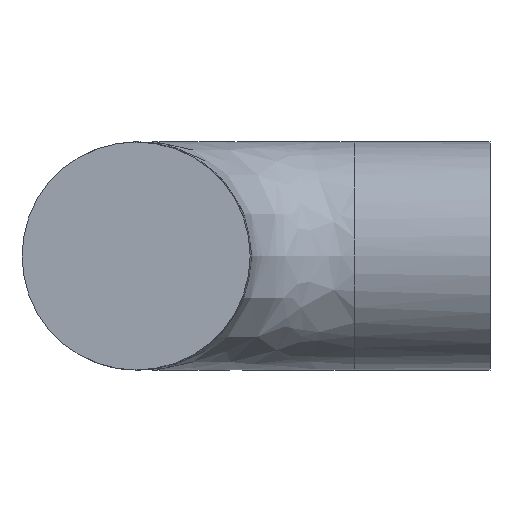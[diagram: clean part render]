
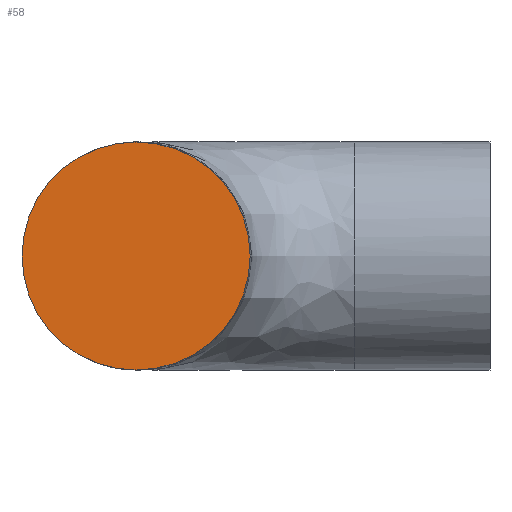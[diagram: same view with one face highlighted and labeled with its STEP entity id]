
A CAD part, front view. The second image highlights one B-rep face of the part: STEP entity #58.
In plain terms, the highlighted planar face has unit normal (-0.006, -1, 0).
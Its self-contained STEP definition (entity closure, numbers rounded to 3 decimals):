
#43=PLANE('',#151);
#46=FACE_OUTER_BOUND('',#85,.T.);
#52=CIRCLE('',#149,21.);
#58=ADVANCED_FACE('',(#46),#43,.T.);
#85=EDGE_LOOP('',(#101));
#101=ORIENTED_EDGE('',*,*,#123,.T.);
#115=VERTEX_POINT('',#849);
#123=EDGE_CURVE('',#115,#115,#52,.T.);
#149=AXIS2_PLACEMENT_3D('',#848,#164,#165);
#151=AXIS2_PLACEMENT_3D('',#851,#168,#169);
#164=DIRECTION('',(-0.006,-1.,0.));
#165=DIRECTION('',(1.,-0.006,0.));
#168=DIRECTION('',(-0.006,-1.,0.));
#169=DIRECTION('',(1.,-0.006,0.));
#848=CARTESIAN_POINT('',(20.845,0.249,0.));
#849=CARTESIAN_POINT('',(41.845,0.119,0.));
#851=CARTESIAN_POINT('',(20.845,0.249,0.));
